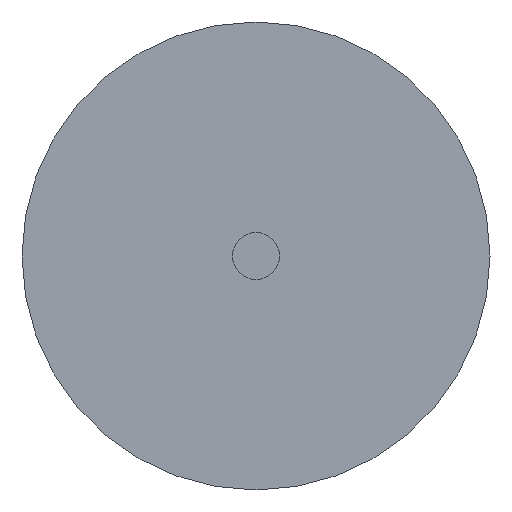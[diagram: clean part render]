
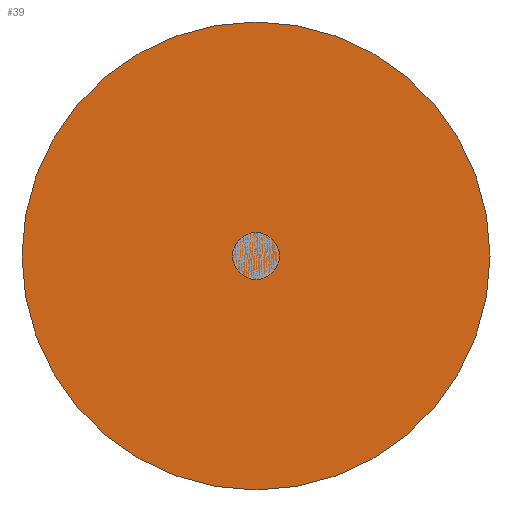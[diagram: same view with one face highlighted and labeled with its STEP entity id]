
A CAD part, top view. The second image highlights one B-rep face of the part: STEP entity #39.
In plain terms, the highlighted planar face has unit normal (0, 0, 1).
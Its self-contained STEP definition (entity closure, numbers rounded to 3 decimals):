
#39 = ADVANCED_FACE('',(#40),#53,.T.);
#40 = FACE_BOUND('',#41,.T.);
#41 = EDGE_LOOP('',(#42));
#42 = ORIENTED_EDGE('',*,*,#43,.T.);
#43 = EDGE_CURVE('',#44,#44,#46,.T.);
#44 = VERTEX_POINT('',#45);
#45 = CARTESIAN_POINT('',(50.,0.,0.));
#46 = SURFACE_CURVE('',#47,(#52),.PCURVE_S1.);
#47 = CIRCLE('',#48,50.);
#48 = AXIS2_PLACEMENT_3D('',#49,#50,#51);
#49 = CARTESIAN_POINT('',(0.,0.,0.));
#50 = DIRECTION('',(0.,0.,1.));
#51 = DIRECTION('',(1.,0.,-0.));
#52 = PCURVE('',#53,#58);
#53 = PLANE('',#54);
#54 = AXIS2_PLACEMENT_3D('',#55,#56,#57);
#55 = CARTESIAN_POINT('',(0.,0.,0.));
#56 = DIRECTION('',(0.,0.,1.));
#57 = DIRECTION('',(1.,0.,-0.));
#58 = DEFINITIONAL_REPRESENTATION('',(#59),#63);
#59 = CIRCLE('',#60,50.);
#60 = AXIS2_PLACEMENT_2D('',#61,#62);
#61 = CARTESIAN_POINT('',(0.,0.));
#62 = DIRECTION('',(1.,0.));
#63 = ( GEOMETRIC_REPRESENTATION_CONTEXT(2) 
PARAMETRIC_REPRESENTATION_CONTEXT() REPRESENTATION_CONTEXT('2D SPACE',''
  ) );
